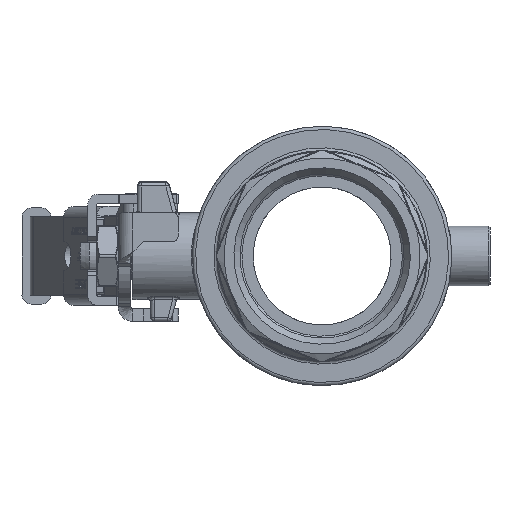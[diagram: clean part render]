
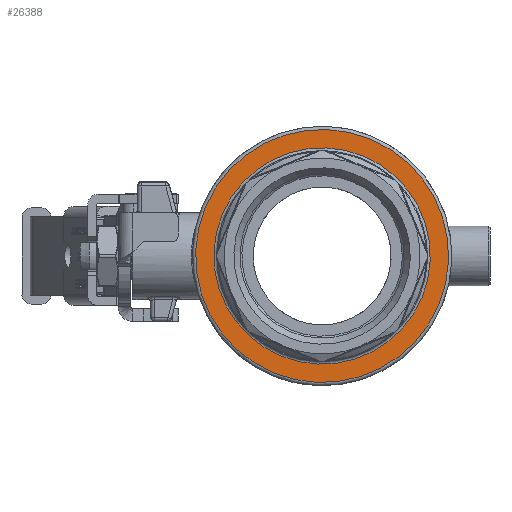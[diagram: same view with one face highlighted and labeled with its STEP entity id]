
A CAD part, left-side view. The second image highlights one B-rep face of the part: STEP entity #26388.
In plain terms, the highlighted planar face has unit normal (-1, 0, 0).
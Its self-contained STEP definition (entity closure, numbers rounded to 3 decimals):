
#910=FACE_BOUND('',#4122,.T.);
#1283=PLANE('',#28577);
#2532=FACE_OUTER_BOUND('',#4121,.T.);
#4121=EDGE_LOOP('',(#21496,#21497));
#4122=EDGE_LOOP('',(#21498,#21499));
#10794=CIRCLE('',#28575,34.85);
#10795=CIRCLE('',#28576,34.85);
#10796=CIRCLE('',#28578,29.8);
#10797=CIRCLE('',#28579,29.8);
#12240=VERTEX_POINT('',#48167);
#12241=VERTEX_POINT('',#48169);
#12242=VERTEX_POINT('',#48173);
#12243=VERTEX_POINT('',#48174);
#15534=EDGE_CURVE('',#12240,#12241,#10794,.T.);
#15535=EDGE_CURVE('',#12241,#12240,#10795,.T.);
#15536=EDGE_CURVE('',#12242,#12243,#10796,.T.);
#15537=EDGE_CURVE('',#12243,#12242,#10797,.T.);
#21496=ORIENTED_EDGE('',*,*,#15535,.F.);
#21497=ORIENTED_EDGE('',*,*,#15534,.F.);
#21498=ORIENTED_EDGE('',*,*,#15536,.F.);
#21499=ORIENTED_EDGE('',*,*,#15537,.F.);
#26388=ADVANCED_FACE('',(#2532,#910),#1283,.T.);
#28575=AXIS2_PLACEMENT_3D('',#48170,#32599,#32600);
#28576=AXIS2_PLACEMENT_3D('',#48171,#32601,#32602);
#28577=AXIS2_PLACEMENT_3D('',#48172,#32603,#32604);
#28578=AXIS2_PLACEMENT_3D('',#48175,#32605,#32606);
#28579=AXIS2_PLACEMENT_3D('',#48176,#32607,#32608);
#32599=DIRECTION('center_axis',(1.,0.,0.));
#32600=DIRECTION('ref_axis',(0.,-1.,0.));
#32601=DIRECTION('center_axis',(1.,0.,0.));
#32602=DIRECTION('ref_axis',(0.,-1.,0.));
#32603=DIRECTION('center_axis',(-1.,0.,0.));
#32604=DIRECTION('ref_axis',(0.,0.,1.));
#32605=DIRECTION('center_axis',(-1.,0.,0.));
#32606=DIRECTION('ref_axis',(0.,-1.,0.));
#32607=DIRECTION('center_axis',(-1.,0.,0.));
#32608=DIRECTION('ref_axis',(0.,-1.,0.));
#48167=CARTESIAN_POINT('',(0.,0.,
34.85));
#48169=CARTESIAN_POINT('',(0.,34.85,0.));
#48170=CARTESIAN_POINT('Origin',(0.,0.,0.));
#48171=CARTESIAN_POINT('Origin',(0.,0.,0.));
#48172=CARTESIAN_POINT('Origin',(0.,32.375,0.));
#48173=CARTESIAN_POINT('',(0.,29.8,0.));
#48174=CARTESIAN_POINT('',(0.,0.,
29.8));
#48175=CARTESIAN_POINT('Origin',(0.,0.,0.));
#48176=CARTESIAN_POINT('Origin',(0.,0.,0.));
